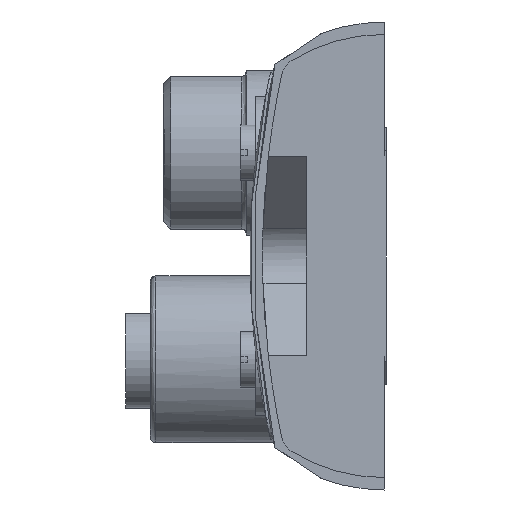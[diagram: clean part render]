
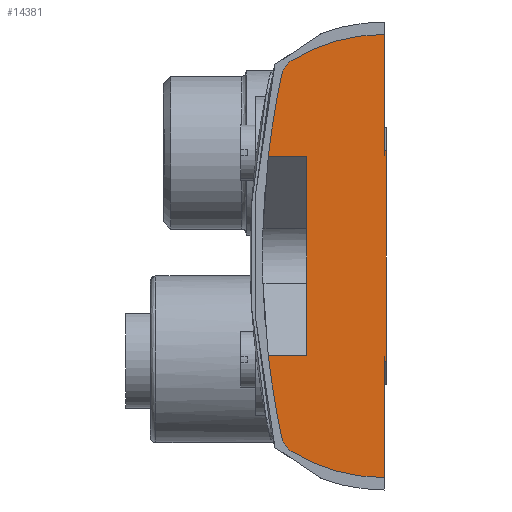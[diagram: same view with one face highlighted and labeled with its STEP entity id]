
A CAD part, left-side view. The second image highlights one B-rep face of the part: STEP entity #14381.
In plain terms, the highlighted planar face has unit normal (-1, 0, 0).
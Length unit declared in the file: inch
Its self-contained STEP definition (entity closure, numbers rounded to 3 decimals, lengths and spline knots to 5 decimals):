
#153 = VERTEX_POINT ( 'NONE', #13339 ) ;
#363 = CIRCLE ( 'NONE', #19835, 1.01181 ) ;
#789 = AXIS2_PLACEMENT_3D ( 'NONE', #12338, #24915, #1054 ) ;
#790 = CARTESIAN_POINT ( 'NONE',  ( 0., 0.01181, -1.26772 ) ) ;
#955 = CIRCLE ( 'NONE', #8724, 0.11811 ) ;
#1054 = DIRECTION ( 'NONE',  ( 0., 0., 1. ) ) ;
#1283 = ORIENTED_EDGE ( 'NONE', *, *, #23039, .F. ) ;
#1443 = CARTESIAN_POINT ( 'NONE',  ( 0., 0., 0.25591 ) ) ;
#1564 = AXIS2_PLACEMENT_3D ( 'NONE', #21156, #28639, #31253 ) ;
#2093 = EDGE_CURVE ( 'NONE', #9834, #15756, #33667, .T. ) ;
#2191 = EDGE_CURVE ( 'NONE', #17706, #11461, #26486, .T. ) ;
#2505 = DIRECTION ( 'NONE',  ( 0., 0., 1. ) ) ;
#2626 = CARTESIAN_POINT ( 'NONE',  ( 0., 0.01181, 1.26772 ) ) ;
#2707 = DIRECTION ( 'NONE',  ( 1., 0., 0. ) ) ;
#3191 = ORIENTED_EDGE ( 'NONE', *, *, #11741, .T. ) ;
#4026 = DIRECTION ( 'NONE',  ( 0., 0., 1. ) ) ;
#4331 = AXIS2_PLACEMENT_3D ( 'NONE', #10501, #12932, #2505 ) ;
#4540 = CARTESIAN_POINT ( 'NONE',  ( 0., 0.01181, -0.60138 ) ) ;
#5020 = EDGE_CURVE ( 'NONE', #21205, #5758, #7343, .T. ) ;
#5271 = CARTESIAN_POINT ( 'NONE',  ( 0., 0.01181, 1.26772 ) ) ;
#5758 = VERTEX_POINT ( 'NONE', #20427 ) ;
#6320 = VECTOR ( 'NONE', #21143, 39.37008 ) ;
#7154 = ORIENTED_EDGE ( 'NONE', *, *, #2093, .F. ) ;
#7275 = EDGE_CURVE ( 'NONE', #12184, #11461, #34192, .T. ) ;
#7343 = CIRCLE ( 'NONE', #20738, 4.96457 ) ;
#7596 = EDGE_CURVE ( 'NONE', #153, #22677, #17806, .T. ) ;
#7951 = VECTOR ( 'NONE', #9582, 39.37008 ) ;
#8484 = DIRECTION ( 'NONE',  ( 0., -1., 0. ) ) ;
#8724 = AXIS2_PLACEMENT_3D ( 'NONE', #10731, #21401, #19294 ) ;
#9100 = VECTOR ( 'NONE', #4026, 39.37008 ) ;
#9298 = DIRECTION ( 'NONE',  ( 0., 0., 1. ) ) ;
#9582 = DIRECTION ( 'NONE',  ( 0., -1., 0. ) ) ;
#9834 = VERTEX_POINT ( 'NONE', #27966 ) ;
#10058 = CARTESIAN_POINT ( 'NONE',  ( 0., 0.01181, 1.26772 ) ) ;
#10185 = VERTEX_POINT ( 'NONE', #14165 ) ;
#10424 = EDGE_CURVE ( 'NONE', #10185, #21205, #13263, .T. ) ;
#10501 = CARTESIAN_POINT ( 'NONE',  ( 0., -4.25591, 0. ) ) ;
#10731 = CARTESIAN_POINT ( 'NONE',  ( 0., 0.48301, 1.0153 ) ) ;
#10819 = DIRECTION ( 'NONE',  ( 0., 1., 0. ) ) ;
#11439 = LINE ( 'NONE', #14046, #27523 ) ;
#11461 = VERTEX_POINT ( 'NONE', #10058 ) ;
#11741 = EDGE_CURVE ( 'NONE', #32137, #22677, #16072, .T. ) ;
#11925 = ORIENTED_EDGE ( 'NONE', *, *, #5020, .F. ) ;
#12048 = ORIENTED_EDGE ( 'NONE', *, *, #22062, .F. ) ;
#12050 = DIRECTION ( 'NONE',  ( 0., 0., -1. ) ) ;
#12184 = VERTEX_POINT ( 'NONE', #25973 ) ;
#12338 = CARTESIAN_POINT ( 'NONE',  ( 0., 0.01181, 0.25591 ) ) ;
#12805 = DIRECTION ( 'NONE',  ( 1., 0., 0. ) ) ;
#12932 = DIRECTION ( 'NONE',  ( 1., 0., 0. ) ) ;
#13263 = LINE ( 'NONE', #18683, #25946 ) ;
#13339 = CARTESIAN_POINT ( 'NONE',  ( 0., 0., -0.60138 ) ) ;
#13626 = AXIS2_PLACEMENT_3D ( 'NONE', #25148, #27768, #9298 ) ;
#13649 = VERTEX_POINT ( 'NONE', #25259 ) ;
#14046 = CARTESIAN_POINT ( 'NONE',  ( 0., 0.01181, -0.56831 ) ) ;
#14165 = CARTESIAN_POINT ( 'NONE',  ( 0., 0.45669, 0.56831 ) ) ;
#14381 = ADVANCED_FACE ( 'NONE', ( #22384 ), #29162, .F. ) ;
#14428 = EDGE_CURVE ( 'NONE', #15756, #23748, #22699, .T. ) ;
#14726 = CARTESIAN_POINT ( 'NONE',  ( 0., 0., 0.60138 ) ) ;
#14878 = ORIENTED_EDGE ( 'NONE', *, *, #19177, .F. ) ;
#15181 = DIRECTION ( 'NONE',  ( 0., 1., 0. ) ) ;
#15756 = VERTEX_POINT ( 'NONE', #31227 ) ;
#16072 = LINE ( 'NONE', #5271, #6320 ) ;
#16618 = ORIENTED_EDGE ( 'NONE', *, *, #2191, .T. ) ;
#16656 = EDGE_CURVE ( 'NONE', #5758, #12184, #955, .T. ) ;
#17706 = VERTEX_POINT ( 'NONE', #21070 ) ;
#17806 = LINE ( 'NONE', #4540, #23051 ) ;
#18683 = CARTESIAN_POINT ( 'NONE',  ( 0., 0.01181, 0.56831 ) ) ;
#19043 = ORIENTED_EDGE ( 'NONE', *, *, #14428, .F. ) ;
#19177 = EDGE_CURVE ( 'NONE', #17706, #34404, #33649, .T. ) ;
#19294 = DIRECTION ( 'NONE',  ( 0., 0., 1. ) ) ;
#19324 = ORIENTED_EDGE ( 'NONE', *, *, #31881, .F. ) ;
#19550 = LINE ( 'NONE', #19912, #9100 ) ;
#19835 = AXIS2_PLACEMENT_3D ( 'NONE', #20685, #12805, #34080 ) ;
#19912 = CARTESIAN_POINT ( 'NONE',  ( 0., 0.45669, 0.25591 ) ) ;
#20427 = CARTESIAN_POINT ( 'NONE',  ( 0., 0.5985, 1.04004 ) ) ;
#20443 = ORIENTED_EDGE ( 'NONE', *, *, #23257, .F. ) ;
#20685 = CARTESIAN_POINT ( 'NONE',  ( 0., 0.01181, -0.25591 ) ) ;
#20738 = AXIS2_PLACEMENT_3D ( 'NONE', #23442, #2707, #31643 ) ;
#21070 = CARTESIAN_POINT ( 'NONE',  ( 0., 0.01181, 0.60138 ) ) ;
#21143 = DIRECTION ( 'NONE',  ( 0., 0., 1. ) ) ;
#21156 = CARTESIAN_POINT ( 'NONE',  ( 0., 0.01181, 0.25591 ) ) ;
#21205 = VERTEX_POINT ( 'NONE', #33052 ) ;
#21401 = DIRECTION ( 'NONE',  ( 1., 0., 0. ) ) ;
#22062 = EDGE_CURVE ( 'NONE', #13649, #10185, #19550, .T. ) ;
#22157 = ORIENTED_EDGE ( 'NONE', *, *, #7596, .F. ) ;
#22384 = FACE_OUTER_BOUND ( 'NONE', #23131, .T. ) ;
#22677 = VERTEX_POINT ( 'NONE', #26786 ) ;
#22699 = CIRCLE ( 'NONE', #4331, 4.96457 ) ;
#22842 = CARTESIAN_POINT ( 'NONE',  ( 0., 0.01181, 0.60138 ) ) ;
#23039 = EDGE_CURVE ( 'NONE', #32137, #9834, #363, .T. ) ;
#23051 = VECTOR ( 'NONE', #15181, 39.37008 ) ;
#23131 = EDGE_LOOP ( 'NONE', ( #31193, #12048, #19324, #19043, #7154, #1283, #3191, #22157, #20443, #14878, #16618, #25332, #31929, #11925 ) ) ;
#23257 = EDGE_CURVE ( 'NONE', #34404, #153, #33664, .T. ) ;
#23442 = CARTESIAN_POINT ( 'NONE',  ( 0., -4.25591, 0. ) ) ;
#23748 = VERTEX_POINT ( 'NONE', #26462 ) ;
#23886 = DIRECTION ( 'NONE',  ( 0., 0., 1. ) ) ;
#24915 = DIRECTION ( 'NONE',  ( 1., 0., 0. ) ) ;
#25148 = CARTESIAN_POINT ( 'NONE',  ( 0., 0.48301, -1.0153 ) ) ;
#25259 = CARTESIAN_POINT ( 'NONE',  ( 0., 0.45669, -0.56831 ) ) ;
#25332 = ORIENTED_EDGE ( 'NONE', *, *, #7275, .F. ) ;
#25946 = VECTOR ( 'NONE', #10819, 39.37008 ) ;
#25973 = CARTESIAN_POINT ( 'NONE',  ( 0., 0.54528, 1.11566 ) ) ;
#26462 = CARTESIAN_POINT ( 'NONE',  ( 0., 0.67603, -0.56831 ) ) ;
#26486 = LINE ( 'NONE', #2626, #33212 ) ;
#26786 = CARTESIAN_POINT ( 'NONE',  ( 0., 0.01181, -0.60138 ) ) ;
#27523 = VECTOR ( 'NONE', #8484, 39.37008 ) ;
#27768 = DIRECTION ( 'NONE',  ( 1., 0., 0. ) ) ;
#27966 = CARTESIAN_POINT ( 'NONE',  ( 0., 0.54528, -1.11566 ) ) ;
#28639 = DIRECTION ( 'NONE',  ( 1., 0., 0. ) ) ;
#29162 = PLANE ( 'NONE',  #1564 ) ;
#29880 = VECTOR ( 'NONE', #12050, 39.37008 ) ;
#31193 = ORIENTED_EDGE ( 'NONE', *, *, #10424, .F. ) ;
#31227 = CARTESIAN_POINT ( 'NONE',  ( 0., 0.5985, -1.04004 ) ) ;
#31253 = DIRECTION ( 'NONE',  ( 0., 0., -1. ) ) ;
#31643 = DIRECTION ( 'NONE',  ( 0., 0., 1. ) ) ;
#31881 = EDGE_CURVE ( 'NONE', #23748, #13649, #11439, .T. ) ;
#31929 = ORIENTED_EDGE ( 'NONE', *, *, #16656, .F. ) ;
#32137 = VERTEX_POINT ( 'NONE', #790 ) ;
#33052 = CARTESIAN_POINT ( 'NONE',  ( 0., 0.67603, 0.56831 ) ) ;
#33212 = VECTOR ( 'NONE', #23886, 39.37008 ) ;
#33649 = LINE ( 'NONE', #22842, #7951 ) ;
#33664 = LINE ( 'NONE', #1443, #29880 ) ;
#33667 = CIRCLE ( 'NONE', #13626, 0.11811 ) ;
#34080 = DIRECTION ( 'NONE',  ( 0., 0., 1. ) ) ;
#34192 = CIRCLE ( 'NONE', #789, 1.01181 ) ;
#34404 = VERTEX_POINT ( 'NONE', #14726 ) ;
